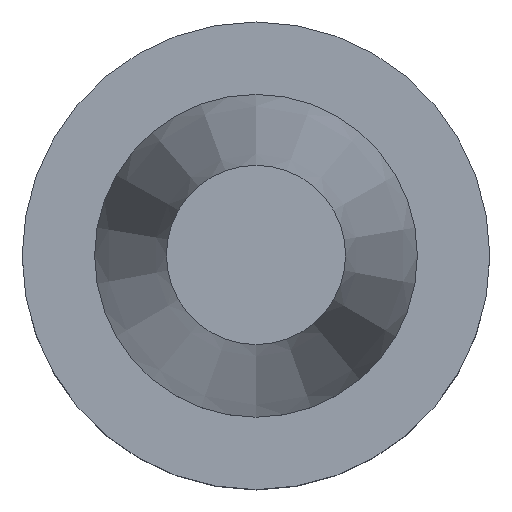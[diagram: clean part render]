
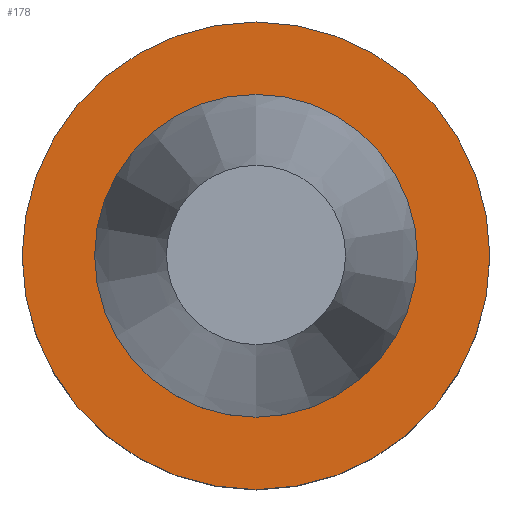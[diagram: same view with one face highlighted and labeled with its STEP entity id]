
A CAD part, top view. The second image highlights one B-rep face of the part: STEP entity #178.
In plain terms, the highlighted planar face has unit normal (0, 0, 1).
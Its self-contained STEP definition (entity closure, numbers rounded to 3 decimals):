
#125=EDGE_CURVE('Unnamed[1]',#278,#278,#279,.T.);
#152=EDGE_CURVE('Unnamed[1]',#319,#319,#320,.T.);
#178=ADVANCED_FACE('Unnamed[1]',(#358,#359),#360,.T.);
#278=VERTEX_POINT('',#473);
#279=CIRCLE('',#474,23.0);
#319=VERTEX_POINT('',#523);
#320=CIRCLE('',#524,15.875);
#358=FACE_OUTER_BOUND('',#572,.T.);
#359=FACE_BOUND('',#573,.T.);
#360=PLANE('',#574);
#473=CARTESIAN_POINT('',(0.,23.0,-1.));
#474=AXIS2_PLACEMENT_3D('',#664,#665,#666);
#523=CARTESIAN_POINT('',(0.,15.875,-1.));
#524=AXIS2_PLACEMENT_3D('',#709,#710,#711);
#572=EDGE_LOOP('',(#753));
#573=EDGE_LOOP('',(#754));
#574=AXIS2_PLACEMENT_3D('',#755,#756,#757);
#664=CARTESIAN_POINT('',(0.,0.,-1.0));
#665=DIRECTION('',(0.,0.,-1.0));
#666=DIRECTION('',(0.,1.0,0.));
#709=CARTESIAN_POINT('',(0.,0.,-1.0));
#710=DIRECTION('',(0.,0.,-1.0));
#711=DIRECTION('',(0.,1.0,0.));
#753=ORIENTED_EDGE('',*,*,#125,.F.);
#754=ORIENTED_EDGE('',*,*,#152,.T.);
#755=CARTESIAN_POINT('',(0.,19.438,-1.));
#756=DIRECTION('',(0.,0.,1.0));
#757=DIRECTION('',(0.,-1.0,0.));
